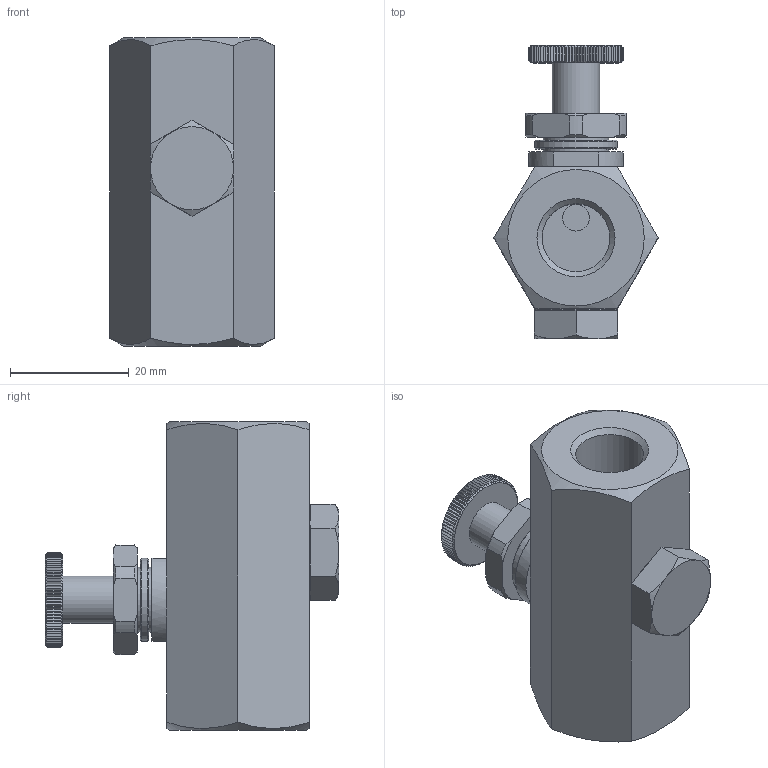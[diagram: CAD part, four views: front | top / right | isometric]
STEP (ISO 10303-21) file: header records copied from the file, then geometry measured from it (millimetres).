
FILE_DESCRIPTION(/* description */ ('STEP AP214'),/* implementation_level */ '2;1');
FILE_NAME(/* name */ '2101_GR-1_4',/* time_stamp */ '2024-08-28T20:23:27+02:00',/* author */ ('License CC BY-ND 4.0'),/* organization */ ('CADENAS'),/* preprocessor_version */ 'ST-DEVELOPER v19.3',/* originating_system */ 'PARTsolutions',/* authorisation */ ' ');
FILE_SCHEMA (('AUTOMOTIVE_DESIGN {1 0 10303 214 3 1 1}'));
Length unit declared in the file: millimetre
Products named in the file (1): 2101 GR-1/4---(0)
Bounding box: 27.71 x 49.5 x 52 mm (x, y, z)
Volume: 26039.6 mm3; surface area: 8436.6 mm2
Topology: 1 solids, 1 shells, 261 faces, 725 edges, 478 vertices
Faces by surface type: plane 218, cone 26, cylinder 17
Full cylindrical faces by diameter (mm): 4.5 x2, 8 x1, 11 x2, 11.445 x2, 13.8 x1, 14 x1
Entity records: 8586 total; most frequent: CARTESIAN_POINT 2704, ORIENTED_EDGE 1412, DIRECTION 886, EDGE_CURVE 706, VERTEX_POINT 476, B_SPLINE_CURVE_WITH_KNOTS 408, AXIS2_PLACEMENT_3D 326, EDGE_LOOP 290
